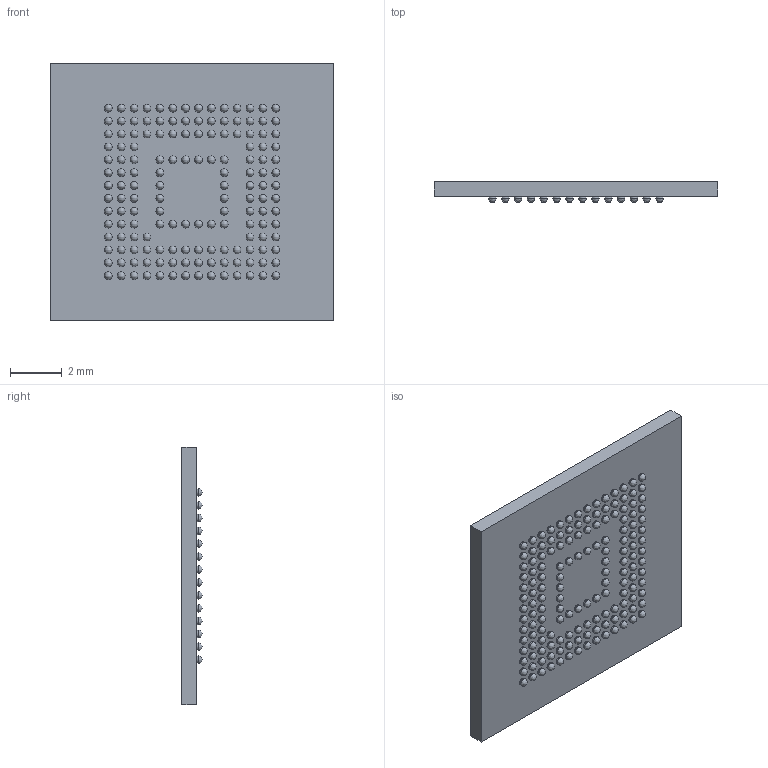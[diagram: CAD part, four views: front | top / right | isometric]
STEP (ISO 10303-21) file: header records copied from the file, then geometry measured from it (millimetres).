
FILE_DESCRIPTION (( 'STEP AP214' ), '1' );
FILE_NAME ('THGBMNG5D1LBAIT.STEP', '2020-06-24T07:40:21', ( '' ), ( '' ), 'SwSTEP 2.0', 'SolidWorks 2017', '' );
FILE_SCHEMA (( 'AUTOMOTIVE_DESIGN' ));
Length unit declared in the file: millimetre
Products named in the file (1): THGBMNG5D1LBAIT
Bounding box: 11 x 0.8 x 10 mm (x, y, z)
Volume: 65.6 mm3; surface area: 285.5 mm2
Topology: 155 solids, 155 shells, 472 faces, 1248 edges, 628 vertices
Faces by surface type: bspline 306, plane 162, cylinder 4
Entity records: 24084 total; most frequent: CARTESIAN_POINT 15507, ORIENTED_EDGE 1272, DIRECTION 978, EDGE_CURVE 636, VERTEX_POINT 628, EDGE_LOOP 626, AXIS2_PLACEMENT_3D 481, ADVANCED_FACE 472
